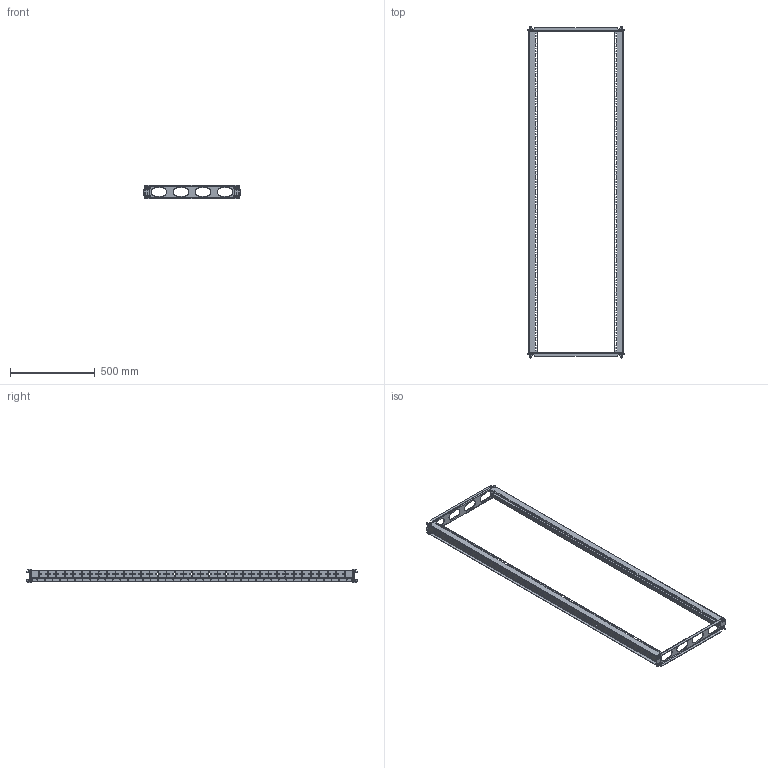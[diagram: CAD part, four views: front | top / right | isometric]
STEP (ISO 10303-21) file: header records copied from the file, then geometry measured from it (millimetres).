
FILE_DESCRIPTION (( 'STEP AP203' ), '1' );
FILE_NAME ('UR28805002060 Ðàìà ìîíòàæíàÿ 19-äþéìîâàÿ RS52 200.60 (000.801.657-04) .STEP', '2022-04-26T06:12:46', ( '' ), ( '' ), 'SwSTEP 2.0', 'SolidWorks 2017', '' );
FILE_SCHEMA (( 'CONFIG_CONTROL_DESIGN' ));
Length unit declared in the file: millimetre
Products named in the file (8): 000.121.008 Ðàìà ìîíòàæíàÿ 19-äþéìîâàÿ LC2_04 (200); 072-12 Ïðîôèëü 19 òèï S_04 (200); 024-459 砑僔蠂縺; Âèíò DIN 912_Œ8å30; UR28805002060 Ðàìà ìîíòàæíàÿ 19-äþéìîâàÿ RS52 200.60 (000.801.657-04) ; 025-223 砑鳧罻_00 (00.60); Çàêëàäíàÿ ãàéêà Ì8 ÊÍÐ; 鎔艜 DIN 912_M8x20
Assembly tree (25 placements, depth 3):
  UR28805002060 Ðàìà ìîíòàæíàÿ 19-äþéìîâàÿ RS52 200.60 (000.801.657-04) 
    000.121.008 Ðàìà ìîíòàæíàÿ 19-äþéìîâàÿ LC2_04 (200)
      072-12 Ïðîôèëü 19 òèï S_04 (200)  x2
      025-223 砑鳧罻_00 (00.60)  x2
    Âèíò DIN 912_Œ8å30  x7
    Çàêëàäíàÿ ãàéêà Ì8 ÊÍÐ  x8
    鎔艜 DIN 912_M8x20
    024-459 砑僔蠂縺  x4
Bounding box: 577 x 1956 x 80.5 mm (x, y, z)
Volume: 1422521.4 mm3; surface area: 1389803.8 mm2
Topology: 32 solids, 32 shells, 3192 faces, 9000 edges, 5840 vertices
Faces by surface type: plane 2000, cylinder 944, torus 128, cone 96, bspline 24
Entity records: 44979 total; most frequent: CARTESIAN_POINT 7587, ORIENTED_EDGE 7414, DIRECTION 7213, EDGE_CURVE 3707, LINE 2763, VECTOR 2763, VERTEX_POINT 2439, AXIS2_PLACEMENT_3D 2225
